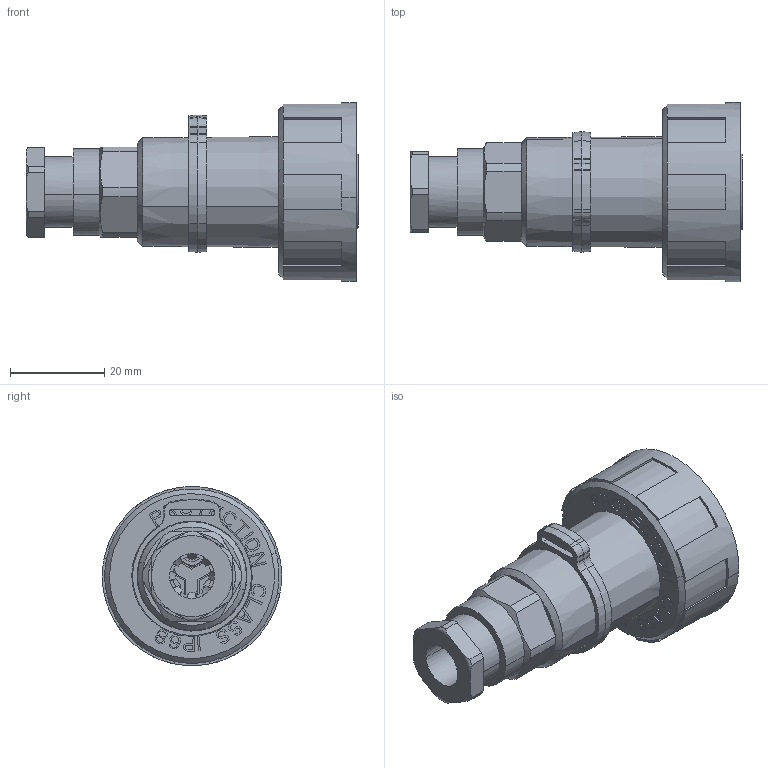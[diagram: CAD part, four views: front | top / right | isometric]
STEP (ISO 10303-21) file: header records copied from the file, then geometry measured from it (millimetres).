
FILE_DESCRIPTION(('STEP AP242'),'1');
FILE_NAME('px0731-s.stp','2023-09-05T08:56:40',('TraceParts'),('TraceParts S.A.'),'Spatial InterOp 3D',' ',' ');
FILE_SCHEMA(('AP242_MANAGED_MODEL_BASED_3D_ENGINEERING_MIM_LF {1 0 10303 442 1 1 4}'));
Length unit declared in the file: millimetre
Products named in the file (1): px0731-s_1
Bounding box: 70.36 x 37.97 x 37.93 mm (x, y, z)
Volume: 24006.6 mm3; surface area: 21562.3 mm2
Topology: 5 solids, 5 shells, 1068 faces, 3137 edges, 2112 vertices
Faces by surface type: plane 797, cylinder 127, cone 115, bspline 29
Entity records: 67181 total; most frequent: CARTESIAN_POINT 27839, ORIENTED_EDGE 6270, DIRECTION 5421, EDGE_CURVE 3135, LINE 2271, VECTOR 2271, VERTEX_POINT 2112, PRESENTATION_STYLE_ASSIGNMENT 1834
